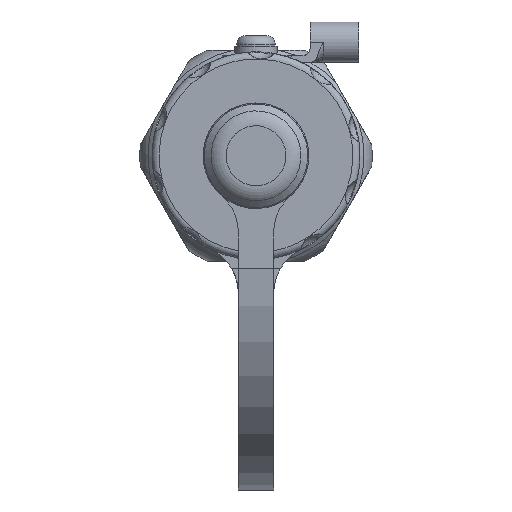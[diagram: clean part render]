
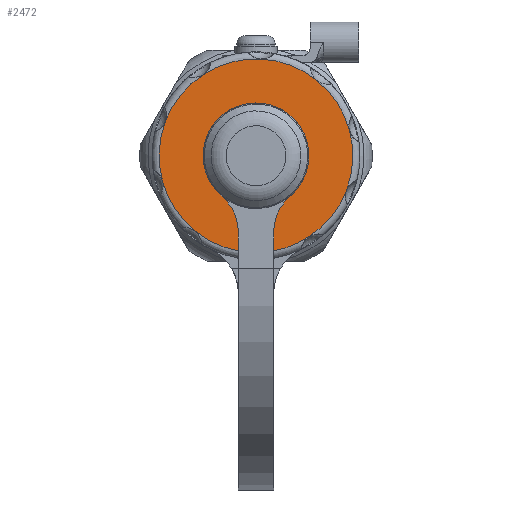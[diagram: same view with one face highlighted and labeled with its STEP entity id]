
A CAD part, front view. The second image highlights one B-rep face of the part: STEP entity #2472.
In plain terms, the highlighted planar face has unit normal (0, -1, 0).
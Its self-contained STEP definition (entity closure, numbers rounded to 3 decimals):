
#106=PLANE('',#2765);
#231=FACE_OUTER_BOUND('',#393,.T.);
#393=EDGE_LOOP('',(#2075,#2076,#2077,#2078,#2079,#2080,#2081,#2082,#2083,
#2084,#2085,#2086,#2087,#2088,#2089));
#603=LINE('',#5617,#725);
#604=LINE('',#5620,#726);
#725=VECTOR('',#3392,10.);
#726=VECTOR('',#3395,10.);
#857=CIRCLE('',#2712,13.75);
#865=CIRCLE('',#2723,13.75);
#867=CIRCLE('',#2726,13.75);
#869=CIRCLE('',#2729,13.75);
#871=CIRCLE('',#2732,13.75);
#873=CIRCLE('',#2735,13.75);
#875=CIRCLE('',#2738,13.75);
#878=CIRCLE('',#2742,13.75);
#881=CIRCLE('',#2746,13.75);
#894=CIRCLE('',#2766,13.75);
#895=CIRCLE('',#2767,7.);
#896=CIRCLE('',#2768,7.5);
#897=CIRCLE('',#2769,7.);
#1087=VERTEX_POINT('',#5158);
#1088=VERTEX_POINT('',#5181);
#1097=VERTEX_POINT('',#5242);
#1100=VERTEX_POINT('',#5288);
#1103=VERTEX_POINT('',#5312);
#1106=VERTEX_POINT('',#5380);
#1109=VERTEX_POINT('',#5426);
#1112=VERTEX_POINT('',#5450);
#1114=VERTEX_POINT('',#5494);
#1117=VERTEX_POINT('',#5517);
#1120=VERTEX_POINT('',#5565);
#1130=VERTEX_POINT('',#5616);
#1131=VERTEX_POINT('',#5619);
#1132=VERTEX_POINT('',#5621);
#1133=VERTEX_POINT('',#5623);
#1403=EDGE_CURVE('',#1088,#1087,#857,.T.);
#1414=EDGE_CURVE('',#1097,#1088,#865,.T.);
#1418=EDGE_CURVE('',#1100,#1097,#867,.T.);
#1422=EDGE_CURVE('',#1087,#1103,#869,.T.);
#1426=EDGE_CURVE('',#1106,#1100,#871,.T.);
#1430=EDGE_CURVE('',#1109,#1106,#873,.T.);
#1434=EDGE_CURVE('',#1103,#1112,#875,.T.);
#1440=EDGE_CURVE('',#1114,#1117,#878,.T.);
#1444=EDGE_CURVE('',#1112,#1120,#881,.T.);
#1460=EDGE_CURVE('',#1130,#1114,#603,.T.);
#1461=EDGE_CURVE('',#1117,#1109,#894,.T.);
#1462=EDGE_CURVE('',#1120,#1131,#604,.T.);
#1463=EDGE_CURVE('',#1131,#1132,#895,.T.);
#1464=EDGE_CURVE('',#1132,#1133,#896,.T.);
#1465=EDGE_CURVE('',#1133,#1130,#897,.T.);
#2075=ORIENTED_EDGE('',*,*,#1460,.T.);
#2076=ORIENTED_EDGE('',*,*,#1440,.T.);
#2077=ORIENTED_EDGE('',*,*,#1461,.T.);
#2078=ORIENTED_EDGE('',*,*,#1430,.T.);
#2079=ORIENTED_EDGE('',*,*,#1426,.T.);
#2080=ORIENTED_EDGE('',*,*,#1418,.T.);
#2081=ORIENTED_EDGE('',*,*,#1414,.T.);
#2082=ORIENTED_EDGE('',*,*,#1403,.T.);
#2083=ORIENTED_EDGE('',*,*,#1422,.T.);
#2084=ORIENTED_EDGE('',*,*,#1434,.T.);
#2085=ORIENTED_EDGE('',*,*,#1444,.T.);
#2086=ORIENTED_EDGE('',*,*,#1462,.T.);
#2087=ORIENTED_EDGE('',*,*,#1463,.T.);
#2088=ORIENTED_EDGE('',*,*,#1464,.T.);
#2089=ORIENTED_EDGE('',*,*,#1465,.T.);
#2472=ADVANCED_FACE('',(#231),#106,.T.);
#2712=AXIS2_PLACEMENT_3D('',#5182,#3281,#3282);
#2723=AXIS2_PLACEMENT_3D('',#5243,#3304,#3305);
#2726=AXIS2_PLACEMENT_3D('',#5289,#3310,#3311);
#2729=AXIS2_PLACEMENT_3D('',#5335,#3316,#3317);
#2732=AXIS2_PLACEMENT_3D('',#5381,#3322,#3323);
#2735=AXIS2_PLACEMENT_3D('',#5427,#3328,#3329);
#2738=AXIS2_PLACEMENT_3D('',#5473,#3334,#3335);
#2742=AXIS2_PLACEMENT_3D('',#5538,#3342,#3343);
#2746=AXIS2_PLACEMENT_3D('',#5567,#3350,#3351);
#2765=AXIS2_PLACEMENT_3D('',#5615,#3390,#3391);
#2766=AXIS2_PLACEMENT_3D('',#5618,#3393,#3394);
#2767=AXIS2_PLACEMENT_3D('',#5622,#3396,#3397);
#2768=AXIS2_PLACEMENT_3D('',#5624,#3398,#3399);
#2769=AXIS2_PLACEMENT_3D('',#5625,#3400,#3401);
#3281=DIRECTION('center_axis',(0.,-1.,0.));
#3282=DIRECTION('ref_axis',(-0.547,0.,0.837));
#3304=DIRECTION('center_axis',(0.,-1.,0.));
#3305=DIRECTION('ref_axis',(-0.547,0.,0.837));
#3310=DIRECTION('center_axis',(0.,-1.,0.));
#3311=DIRECTION('ref_axis',(-0.547,0.,0.837));
#3316=DIRECTION('center_axis',(0.,-1.,0.));
#3317=DIRECTION('ref_axis',(-0.547,0.,0.837));
#3322=DIRECTION('center_axis',(0.,-1.,0.));
#3323=DIRECTION('ref_axis',(-0.547,0.,0.837));
#3328=DIRECTION('center_axis',(0.,-1.,0.));
#3329=DIRECTION('ref_axis',(-0.547,0.,0.837));
#3334=DIRECTION('center_axis',(0.,-1.,0.));
#3335=DIRECTION('ref_axis',(-0.547,0.,0.837));
#3342=DIRECTION('center_axis',(0.,-1.,0.));
#3343=DIRECTION('ref_axis',(-0.547,0.,0.837));
#3350=DIRECTION('center_axis',(0.,-1.,0.));
#3351=DIRECTION('ref_axis',(-0.547,0.,0.837));
#3390=DIRECTION('center_axis',(0.,-1.,0.));
#3391=DIRECTION('ref_axis',(-0.547,0.,0.837));
#3392=DIRECTION('',(0.,0.,-1.));
#3393=DIRECTION('center_axis',(0.,-1.,0.));
#3394=DIRECTION('ref_axis',(-0.547,0.,0.837));
#3395=DIRECTION('',(0.,0.,1.));
#3396=DIRECTION('center_axis',(0.,-1.,0.));
#3397=DIRECTION('ref_axis',(0.,0.,-1.));
#3398=DIRECTION('center_axis',(0.,1.,0.));
#3399=DIRECTION('ref_axis',(0.,0.,-1.));
#3400=DIRECTION('center_axis',(0.,-1.,0.));
#3401=DIRECTION('ref_axis',(0.,0.,-1.));
#5158=CARTESIAN_POINT('',(-12.85,-4.,4.892));
#5181=CARTESIAN_POINT('',(-7.52,-4.,11.511));
#5182=CARTESIAN_POINT('Origin',(0.,-4.,0.));
#5242=CARTESIAN_POINT('',(0.682,-4.,13.733));
#5243=CARTESIAN_POINT('Origin',(0.,-4.,0.));
#5288=CARTESIAN_POINT('',(8.624,-4.,10.71));
#5289=CARTESIAN_POINT('Origin',(0.,-4.,0.));
#5312=CARTESIAN_POINT('',(-13.272,-4.,-3.595));
#5335=CARTESIAN_POINT('Origin',(0.,-4.,0.));
#5380=CARTESIAN_POINT('',(13.272,-4.,3.595));
#5381=CARTESIAN_POINT('Origin',(0.,-4.,0.));
#5426=CARTESIAN_POINT('',(12.85,-4.,-4.892));
#5427=CARTESIAN_POINT('Origin',(0.,-4.,0.));
#5450=CARTESIAN_POINT('',(-8.624,-4.,-10.71));
#5473=CARTESIAN_POINT('Origin',(0.,-4.,0.));
#5494=CARTESIAN_POINT('',(2.5,-4.,-13.521));
#5517=CARTESIAN_POINT('',(7.52,-4.,-11.511));
#5538=CARTESIAN_POINT('Origin',(0.,-4.,0.));
#5565=CARTESIAN_POINT('',(-2.5,-4.,-13.521));
#5567=CARTESIAN_POINT('Origin',(0.,-4.,0.));
#5615=CARTESIAN_POINT('Origin',(0.,-4.,0.));
#5616=CARTESIAN_POINT('',(2.5,-4.,-10.954));
#5617=CARTESIAN_POINT('',(2.5,-4.,-8.));
#5618=CARTESIAN_POINT('Origin',(0.,-4.,0.));
#5619=CARTESIAN_POINT('',(-2.5,-4.,-10.954));
#5620=CARTESIAN_POINT('',(-2.5,-4.,-3.536));
#5621=CARTESIAN_POINT('',(-4.914,-4.,-5.666));
#5622=CARTESIAN_POINT('Origin',(-9.5,-4.,-10.954));
#5623=CARTESIAN_POINT('',(4.914,-4.,-5.666));
#5624=CARTESIAN_POINT('Origin',(0.,-4.,0.));
#5625=CARTESIAN_POINT('Origin',(9.5,-4.,-10.954));
